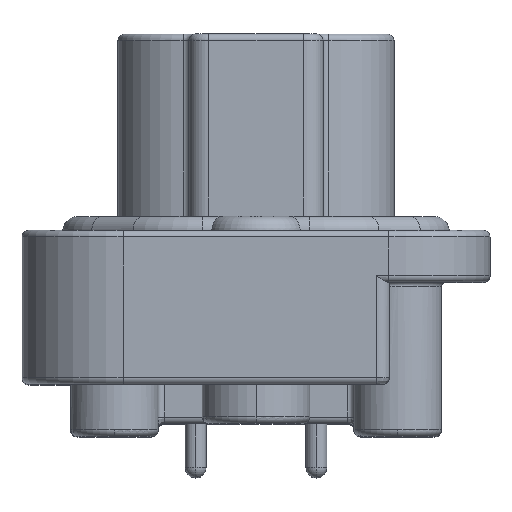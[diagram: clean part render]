
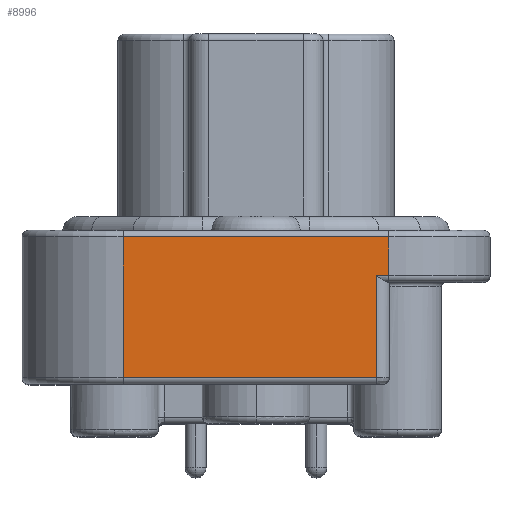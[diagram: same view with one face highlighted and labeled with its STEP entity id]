
A CAD part, top view. The second image highlights one B-rep face of the part: STEP entity #8996.
In plain terms, the highlighted planar face has unit normal (0, 0, 1).
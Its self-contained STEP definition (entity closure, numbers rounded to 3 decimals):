
#343=DIRECTION('',(0.,1.,0.));
#344=VECTOR('',#343,7.7);
#345=CARTESIAN_POINT('',(9.055,0.5,21.4));
#346=LINE('',#345,#344);
#351=DIRECTION('',(1.,0.,0.));
#352=VECTOR('',#351,0.95);
#353=CARTESIAN_POINT('',(9.055,8.2,21.4));
#354=LINE('',#353,#352);
#383=DIRECTION('',(0.,1.,0.));
#384=VECTOR('',#383,2.9);
#385=CARTESIAN_POINT('',(10.005,8.2,21.4));
#386=LINE('',#385,#384);
#486=DIRECTION('',(-1.,0.,0.));
#487=VECTOR('',#486,20.01);
#488=CARTESIAN_POINT('',(10.005,11.1,21.4));
#489=LINE('',#488,#487);
#505=DIRECTION('',(0.,-1.,0.));
#506=VECTOR('',#505,10.6);
#507=CARTESIAN_POINT('',(-10.005,11.1,21.4));
#508=LINE('',#507,#506);
#692=DIRECTION('',(1.,0.,0.));
#693=VECTOR('',#692,19.06);
#694=CARTESIAN_POINT('',(-10.005,0.5,21.4));
#695=LINE('',#694,#693);
#7139=CARTESIAN_POINT('',(9.055,0.5,21.4));
#7140=CARTESIAN_POINT('',(9.055,8.2,21.4));
#7141=VERTEX_POINT('',#7139);
#7142=VERTEX_POINT('',#7140);
#7143=CARTESIAN_POINT('',(10.005,8.2,21.4));
#7144=VERTEX_POINT('',#7143);
#7145=CARTESIAN_POINT('',(-10.005,0.5,21.4));
#7146=VERTEX_POINT('',#7145);
#7147=CARTESIAN_POINT('',(-10.005,11.1,21.4));
#7148=VERTEX_POINT('',#7147);
#7149=CARTESIAN_POINT('',(10.005,11.1,21.4));
#7150=VERTEX_POINT('',#7149);
#8978=CARTESIAN_POINT('',(-10.005,0.,21.4));
#8979=DIRECTION('',(0.,0.,1.));
#8980=DIRECTION('',(1.,0.,0.));
#8981=AXIS2_PLACEMENT_3D('',#8978,#8979,#8980);
#8982=PLANE('',#8981);
#8984=ORIENTED_EDGE('',*,*,#8983,.F.);
#8985=ORIENTED_EDGE('',*,*,#8967,.F.);
#8987=ORIENTED_EDGE('',*,*,#8986,.F.);
#8989=ORIENTED_EDGE('',*,*,#8988,.F.);
#8991=ORIENTED_EDGE('',*,*,#8990,.F.);
#8993=ORIENTED_EDGE('',*,*,#8992,.F.);
#8994=EDGE_LOOP('',(#8984,#8985,#8987,#8989,#8991,#8993));
#8995=FACE_OUTER_BOUND('',#8994,.F.);
#8996=ADVANCED_FACE('',(#8995),#8982,.T.);
#8967=EDGE_CURVE('',#7141,#7142,#346,.T.);
#8983=EDGE_CURVE('',#7142,#7144,#354,.T.);
#8986=EDGE_CURVE('',#7146,#7141,#695,.T.);
#8988=EDGE_CURVE('',#7148,#7146,#508,.T.);
#8990=EDGE_CURVE('',#7150,#7148,#489,.T.);
#8992=EDGE_CURVE('',#7144,#7150,#386,.T.);
